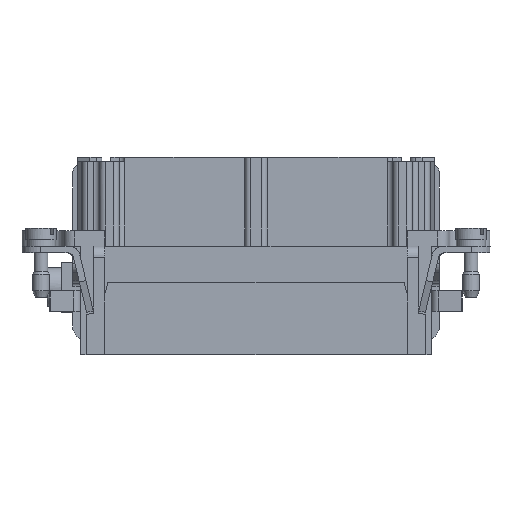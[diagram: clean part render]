
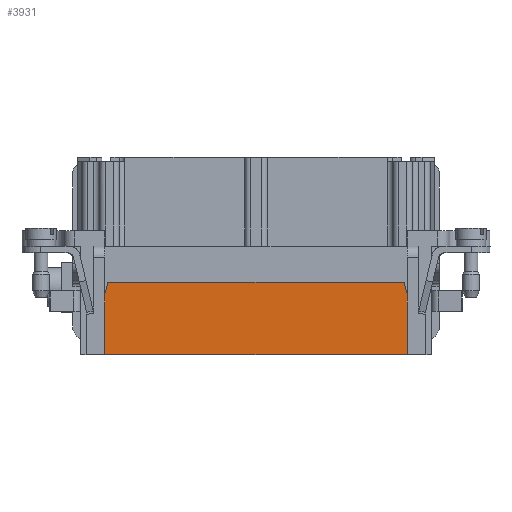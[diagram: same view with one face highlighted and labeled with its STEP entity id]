
A CAD part, front view. The second image highlights one B-rep face of the part: STEP entity #3931.
In plain terms, the highlighted planar face has unit normal (0, -1, 0).
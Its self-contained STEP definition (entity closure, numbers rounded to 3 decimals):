
#3931=ADVANCED_FACE('',(#6101),#5181,.T.);
#5181=PLANE('',#26938);
#6101=FACE_OUTER_BOUND('',#7281,.T.);
#7281=EDGE_LOOP('',(#10394,#10395,#10396,#10397,#10398,#10399));
#10394=ORIENTED_EDGE('',*,*,#18448,.T.);
#10395=ORIENTED_EDGE('',*,*,#18781,.T.);
#10396=ORIENTED_EDGE('',*,*,#18782,.F.);
#10397=ORIENTED_EDGE('',*,*,#18783,.T.);
#10398=ORIENTED_EDGE('',*,*,#18457,.F.);
#10399=ORIENTED_EDGE('',*,*,#17978,.T.);
#15755=VERTEX_POINT('',#35817);
#15756=VERTEX_POINT('',#35819);
#16162=VERTEX_POINT('',#36928);
#16167=VERTEX_POINT('',#36946);
#16451=VERTEX_POINT('',#37616);
#16452=VERTEX_POINT('',#37618);
#17978=EDGE_CURVE('',#15756,#15755,#21088,.T.);
#18448=EDGE_CURVE('',#15755,#16162,#21444,.T.);
#18457=EDGE_CURVE('',#15756,#16167,#21453,.T.);
#18781=EDGE_CURVE('',#16162,#16451,#21621,.T.);
#18782=EDGE_CURVE('',#16452,#16451,#21622,.T.);
#18783=EDGE_CURVE('',#16452,#16167,#21623,.T.);
#21088=LINE('',#35818,#23186);
#21444=LINE('',#36929,#23542);
#21453=LINE('',#36945,#23551);
#21621=LINE('',#37615,#23719);
#21622=LINE('',#37617,#23720);
#21623=LINE('',#37619,#23721);
#23186=VECTOR('',#28554,1.);
#23542=VECTOR('',#29170,1.);
#23551=VECTOR('',#29185,1.);
#23719=VECTOR('',#29789,1.);
#23720=VECTOR('',#29790,1.);
#23721=VECTOR('',#29791,1.);
#26938=AXIS2_PLACEMENT_3D('',#37620,#29792,#29793);
#28554=DIRECTION('',(1.,0.,0.));
#29170=DIRECTION('',(0.,0.,1.));
#29185=DIRECTION('',(0.,0.,1.));
#29789=DIRECTION('',(-0.259,0.,0.966));
#29790=DIRECTION('',(1.,0.,0.));
#29791=DIRECTION('',(-0.259,0.,-0.966));
#29792=DIRECTION('',(0.,-1.,0.));
#29793=DIRECTION('',(0.,0.,-1.));
#35817=CARTESIAN_POINT('',(27.275,-17.,-18.35));
#35818=CARTESIAN_POINT('',(-31.65,-17.,-18.35));
#35819=CARTESIAN_POINT('',(-27.275,-17.,-18.35));
#36928=CARTESIAN_POINT('',(27.275,-17.,-7.589));
#36929=CARTESIAN_POINT('',(27.275,-17.,-18.05));
#36945=CARTESIAN_POINT('',(-27.275,-17.,-18.35));
#36946=CARTESIAN_POINT('',(-27.275,-17.,-7.589));
#37615=CARTESIAN_POINT('',(26.018,-17.,-2.898));
#37616=CARTESIAN_POINT('',(26.675,-17.,-5.35));
#37617=CARTESIAN_POINT('',(-31.65,-17.,-5.35));
#37618=CARTESIAN_POINT('',(-26.675,-17.,-5.35));
#37619=CARTESIAN_POINT('',(-30.258,-17.,-18.723));
#37620=CARTESIAN_POINT('',(-27.,-17.,-16.15));
